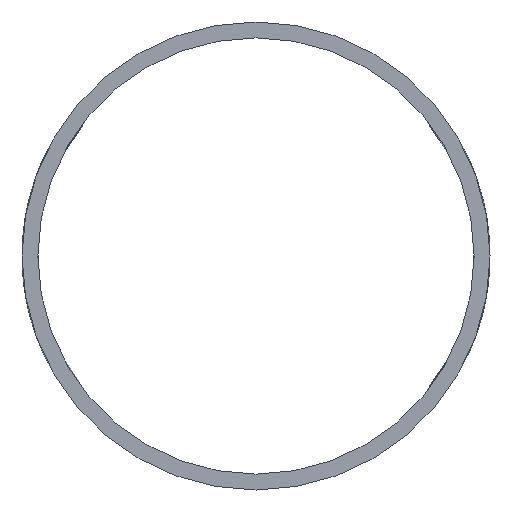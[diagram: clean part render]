
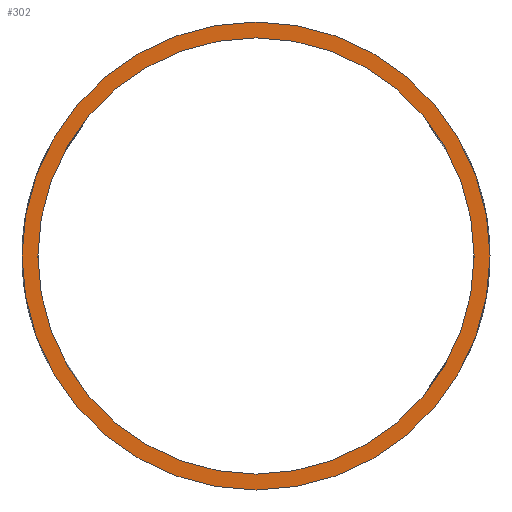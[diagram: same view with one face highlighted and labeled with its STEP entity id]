
A CAD part, front view. The second image highlights one B-rep face of the part: STEP entity #302.
In plain terms, the highlighted planar face has unit normal (0, -1, 0).
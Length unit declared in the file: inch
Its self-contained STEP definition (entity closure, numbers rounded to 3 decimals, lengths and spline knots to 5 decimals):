
#6 = CARTESIAN_POINT ( 'NONE',  ( 0., 0., 0. ) ) ;
#11 = VERTEX_POINT ( 'NONE', #870 ) ;
#21 = AXIS2_PLACEMENT_3D ( 'NONE', #229, #1455, #220 ) ;
#90 = VERTEX_POINT ( 'NONE', #1032 ) ;
#173 = DIRECTION ( 'NONE',  ( 0., 1., 0. ) ) ;
#220 = DIRECTION ( 'NONE',  ( 0., 0., 1. ) ) ;
#229 = CARTESIAN_POINT ( 'NONE',  ( 0., 0., 0. ) ) ;
#291 = CARTESIAN_POINT ( 'NONE',  ( 0., 0., 0. ) ) ;
#302 = ADVANCED_FACE ( 'NONE', ( #1308, #590 ), #448, .F. ) ;
#322 = VERTEX_POINT ( 'NONE', #1205 ) ;
#394 = DIRECTION ( 'NONE',  ( 0., 0., 1. ) ) ;
#434 = AXIS2_PLACEMENT_3D ( 'NONE', #1228, #1609, #394 ) ;
#448 = PLANE ( 'NONE',  #21 ) ;
#459 = ORIENTED_EDGE ( 'NONE', *, *, #776, .F. ) ;
#504 = ORIENTED_EDGE ( 'NONE', *, *, #1260, .T. ) ;
#508 = DIRECTION ( 'NONE',  ( 0., 1., 0. ) ) ;
#532 = DIRECTION ( 'NONE',  ( 0., 1., 0. ) ) ;
#567 = CIRCLE ( 'NONE', #974, 5.01 ) ;
#590 = FACE_BOUND ( 'NONE', #635, .T. ) ;
#635 = EDGE_LOOP ( 'NONE', ( #1147, #504 ) ) ;
#688 = EDGE_CURVE ( 'NONE', #11, #322, #845, .T. ) ;
#729 = EDGE_LOOP ( 'NONE', ( #1183, #459 ) ) ;
#771 = CIRCLE ( 'NONE', #1051, 5.375 ) ;
#776 = EDGE_CURVE ( 'NONE', #90, #1577, #771, .T. ) ;
#845 = CIRCLE ( 'NONE', #434, 5.01 ) ;
#870 = CARTESIAN_POINT ( 'NONE',  ( 0., 0., -5.01 ) ) ;
#974 = AXIS2_PLACEMENT_3D ( 'NONE', #1405, #532, #1161 ) ;
#1029 = DIRECTION ( 'NONE',  ( 0., 0., 1. ) ) ;
#1032 = CARTESIAN_POINT ( 'NONE',  ( 0., 0., 5.375 ) ) ;
#1051 = AXIS2_PLACEMENT_3D ( 'NONE', #6, #508, #1246 ) ;
#1147 = ORIENTED_EDGE ( 'NONE', *, *, #688, .T. ) ;
#1157 = CIRCLE ( 'NONE', #1474, 5.375 ) ;
#1161 = DIRECTION ( 'NONE',  ( 0., 0., 1. ) ) ;
#1183 = ORIENTED_EDGE ( 'NONE', *, *, #1208, .F. ) ;
#1205 = CARTESIAN_POINT ( 'NONE',  ( 0., 0., 5.01 ) ) ;
#1208 = EDGE_CURVE ( 'NONE', #1577, #90, #1157, .T. ) ;
#1228 = CARTESIAN_POINT ( 'NONE',  ( 0., 0., 0. ) ) ;
#1246 = DIRECTION ( 'NONE',  ( 0., 0., 1. ) ) ;
#1260 = EDGE_CURVE ( 'NONE', #322, #11, #567, .T. ) ;
#1308 = FACE_OUTER_BOUND ( 'NONE', #729, .T. ) ;
#1405 = CARTESIAN_POINT ( 'NONE',  ( 0., 0., 0. ) ) ;
#1455 = DIRECTION ( 'NONE',  ( 0., 1., 0. ) ) ;
#1474 = AXIS2_PLACEMENT_3D ( 'NONE', #291, #173, #1029 ) ;
#1553 = CARTESIAN_POINT ( 'NONE',  ( 0., 0., -5.375 ) ) ;
#1577 = VERTEX_POINT ( 'NONE', #1553 ) ;
#1609 = DIRECTION ( 'NONE',  ( 0., 1., 0. ) ) ;
